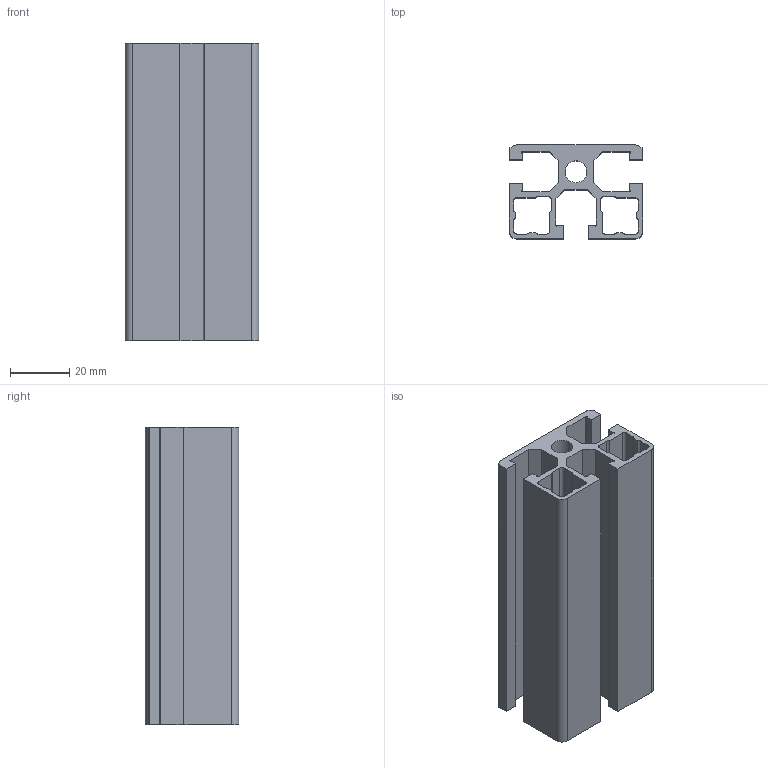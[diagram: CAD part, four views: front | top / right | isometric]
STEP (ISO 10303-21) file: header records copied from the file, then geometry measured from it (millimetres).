
FILE_DESCRIPTION (( 'STEP AP203' ), '1' );
FILE_NAME ('N0164.STEP', '2012-12-20T13:06:33', ( 'norcan' ), ( 'Microsoft' ), 'SwSTEP 2.0', 'SolidWorks 2011', '' );
FILE_SCHEMA (( 'CONFIG_CONTROL_DESIGN' ));
Length unit declared in the file: millimetre
Products named in the file (1): N0164
Bounding box: 45 x 31.5 x 100 mm (x, y, z)
Volume: 50057.8 mm3; surface area: 40333.5 mm2
Topology: 1 solids, 1 shells, 91 faces, 267 edges, 178 vertices
Faces by surface type: plane 58, cylinder 33
Full cylindrical faces by diameter (mm): 7.35 x1
Entity records: 3111 total; most frequent: CARTESIAN_POINT 536, ORIENTED_EDGE 532, DIRECTION 516, EDGE_CURVE 266, VECTOR 200, LINE 200, VERTEX_POINT 178, AXIS2_PLACEMENT_3D 158
